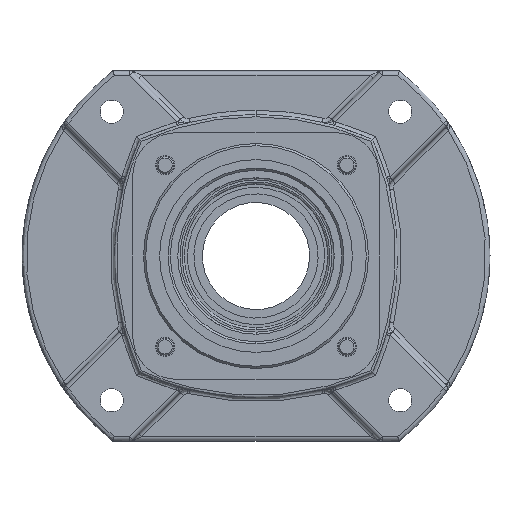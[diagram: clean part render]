
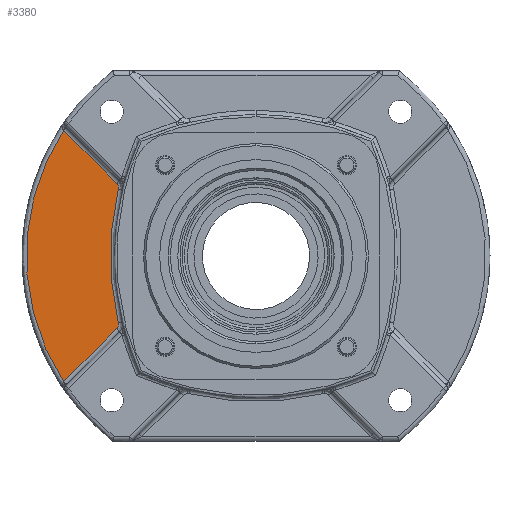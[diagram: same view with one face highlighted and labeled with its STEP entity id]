
A CAD part, left-side view. The second image highlights one B-rep face of the part: STEP entity #3380.
In plain terms, the highlighted planar face has unit normal (-1, 0, 0).
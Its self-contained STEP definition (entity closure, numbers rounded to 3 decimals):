
#52 = CARTESIAN_POINT ( 'NONE',  ( -7., 64.243, 32.191 ) ) ;
#112 = CARTESIAN_POINT ( 'NONE',  ( -7., 64.593, 33.298 ) ) ;
#416 = ORIENTED_EDGE ( 'NONE', *, *, #1679, .F. ) ;
#447 = DIRECTION ( 'NONE',  ( -1., 0., 0. ) ) ;
#558 = CARTESIAN_POINT ( 'NONE',  ( -7., 64.524, -33.187 ) ) ;
#574 = CARTESIAN_POINT ( 'NONE',  ( -7., 66.992, -16.404 ) ) ;
#642 = CARTESIAN_POINT ( 'NONE',  ( -7., 67.109, 15.428 ) ) ;
#697 = CARTESIAN_POINT ( 'NONE',  ( -7., 65.028, -33.915 ) ) ;
#707 = CARTESIAN_POINT ( 'NONE',  ( -7., 67.032, -16.079 ) ) ;
#779 = EDGE_CURVE ( 'NONE', #8223, #6992, #12747, .T. ) ;
#799 = VECTOR ( 'NONE', #1860, 1000. ) ;
#835 = CARTESIAN_POINT ( 'NONE',  ( -7., 64.24, -31.996 ) ) ;
#846 = CARTESIAN_POINT ( 'NONE',  ( -7., 64.321, -31.185 ) ) ;
#958 = CARTESIAN_POINT ( 'NONE',  ( -7., 64.259, 31.493 ) ) ;
#1368 = CARTESIAN_POINT ( 'NONE',  ( -7., 65.117, 34.004 ) ) ;
#1679 = EDGE_CURVE ( 'NONE', #10826, #1989, #7055, .T. ) ;
#1680 = CARTESIAN_POINT ( 'NONE',  ( -7., 64.275, -32.383 ) ) ;
#1860 = DIRECTION ( 'NONE',  ( 0., -0.707, 0.707 ) ) ;
#1895 = CARTESIAN_POINT ( 'NONE',  ( -7., 65.73, -24.802 ) ) ;
#1944 = CARTESIAN_POINT ( 'NONE',  ( -7., 64.938, 33.826 ) ) ;
#1989 = VERTEX_POINT ( 'NONE', #4787 ) ;
#2004 = CARTESIAN_POINT ( 'NONE',  ( -7., 65.117, 34.004 ) ) ;
#2182 = EDGE_CURVE ( 'NONE', #6992, #6374, #4373, .T. ) ;
#2619 = CARTESIAN_POINT ( 'NONE',  ( -7., 89.759, -58.647 ) ) ;
#2658 = CARTESIAN_POINT ( 'NONE',  ( -7., 64.903, -33.774 ) ) ;
#2925 = ORIENTED_EDGE ( 'NONE', *, *, #12649, .T. ) ;
#3184 = CARTESIAN_POINT ( 'NONE',  ( -7., 64.291, 31.308 ) ) ;
#3367 = EDGE_CURVE ( 'NONE', #6374, #1989, #5253, .T. ) ;
#3380 = ADVANCED_FACE ( 'NONE', ( #9898 ), #6358, .T. ) ;
#3577 = CARTESIAN_POINT ( 'NONE',  ( -7., 67.147, 15.1 ) ) ;
#3595 = CARTESIAN_POINT ( 'NONE',  ( -7., 89.759, 58.647 ) ) ;
#3697 = CARTESIAN_POINT ( 'NONE',  ( -7., 64.321, -31.185 ) ) ;
#3829 = CARTESIAN_POINT ( 'NONE',  ( -7., 67.202, 14.61 ) ) ;
#4017 = CARTESIAN_POINT ( 'NONE',  ( -7., 64.785, 33.628 ) ) ;
#4353 = DIRECTION ( 'NONE',  ( 0., 0.707, 0.707 ) ) ;
#4373 = B_SPLINE_CURVE_WITH_KNOTS ( 'NONE', 3,
 ( #7125, #3184, #958, #4846, #11916, #8991, #52, #4983, #8928, #8796, #8020, #112, #11857, #10892, #4017, #1944, #2004 ),
 .UNSPECIFIED., .F., .F.,
 ( 4, 1, 2, 2, 2, 1, 1, 2, 2, 4 ),
 ( 0., 0.125, 0.188, 0.25, 0.5, 0.625, 0.688, 0.719, 0.75, 1. ),
 .UNSPECIFIED. ) ;
#4407 = DIRECTION ( 'NONE',  ( 0., 0., 1. ) ) ;
#4541 = CARTESIAN_POINT ( 'NONE',  ( -7., 67.884, 6.58 ) ) ;
#4559 = CARTESIAN_POINT ( 'NONE',  ( -7., 89.759, -58.647 ) ) ;
#4605 = CARTESIAN_POINT ( 'NONE',  ( -7., 64.93, -28.64 ) ) ;
#4633 = ORIENTED_EDGE ( 'NONE', *, *, #2182, .T. ) ;
#4656 = CARTESIAN_POINT ( 'NONE',  ( -7., 64.239, -31.962 ) ) ;
#4787 = CARTESIAN_POINT ( 'NONE',  ( -7., 89.759, 58.647 ) ) ;
#4846 = CARTESIAN_POINT ( 'NONE',  ( -7., 64.245, 31.68 ) ) ;
#4983 = CARTESIAN_POINT ( 'NONE',  ( -7., 64.281, 32.448 ) ) ;
#4994 = EDGE_LOOP ( 'NONE', ( #2925, #12315, #4633, #11714, #416, #5070 ) ) ;
#5070 = ORIENTED_EDGE ( 'NONE', *, *, #7459, .T. ) ;
#5253 = LINE ( 'NONE', #1368, #7594 ) ;
#5376 = CARTESIAN_POINT ( 'NONE',  ( -7., 0., 0. ) ) ;
#5484 = CARTESIAN_POINT ( 'NONE',  ( -7., 65.117, -34.004 ) ) ;
#5629 = CARTESIAN_POINT ( 'NONE',  ( -7., 64.243, -32.061 ) ) ;
#5697 = CARTESIAN_POINT ( 'NONE',  ( -7., 66.455, 20.951 ) ) ;
#5953 = AXIS2_PLACEMENT_3D ( 'NONE', #5376, #447, #4407 ) ;
#6358 = PLANE ( 'NONE',  #5953 ) ;
#6374 = VERTEX_POINT ( 'NONE', #8604 ) ;
#6536 = CARTESIAN_POINT ( 'NONE',  ( -7., 64.422, -32.949 ) ) ;
#6618 = CARTESIAN_POINT ( 'NONE',  ( -7., 64.793, -33.622 ) ) ;
#6689 = CARTESIAN_POINT ( 'NONE',  ( -7., 67.09, 15.592 ) ) ;
#6750 = CARTESIAN_POINT ( 'NONE',  ( -7., 67.051, -15.918 ) ) ;
#6992 = VERTEX_POINT ( 'NONE', #10867 ) ;
#7055 =( BOUNDED_CURVE ( )  B_SPLINE_CURVE ( 3, ( #4559, #12527, #12467, #3595 ),
 .UNSPECIFIED., .F., .T. ) 
 B_SPLINE_CURVE_WITH_KNOTS ( ( 4, 4 ),
 ( 0., 1. ),
 .UNSPECIFIED. ) 
 CURVE ( )  GEOMETRIC_REPRESENTATION_ITEM ( )  RATIONAL_B_SPLINE_CURVE ( ( 1., 0.891, 0.891, 1. ) ) 
 REPRESENTATION_ITEM ( '' )  );
#7125 = CARTESIAN_POINT ( 'NONE',  ( -7., 64.321, 31.185 ) ) ;
#7144 = B_SPLINE_CURVE_WITH_KNOTS ( 'NONE', 3,
 ( #5484, #697, #2658, #6618, #9441, #12561, #558, #6536, #8470, #1680, #11406, #5629, #835, #4656, #8594, #7448, #3697 ),
 .UNSPECIFIED., .F., .F.,
 ( 4, 1, 2, 2, 2, 1, 1, 2, 2, 4 ),
 ( 0., 0.125, 0.188, 0.25, 0.5, 0.625, 0.688, 0.719, 0.75, 1. ),
 .UNSPECIFIED. ) ;
#7448 = CARTESIAN_POINT ( 'NONE',  ( -7., 64.262, -31.431 ) ) ;
#7459 = EDGE_CURVE ( 'NONE', #10826, #9362, #8637, .T. ) ;
#7517 = CARTESIAN_POINT ( 'NONE',  ( -7., 65.539, 26.095 ) ) ;
#7594 = VECTOR ( 'NONE', #4353, 1000. ) ;
#8020 = CARTESIAN_POINT ( 'NONE',  ( -7., 64.547, 33.212 ) ) ;
#8223 = VERTEX_POINT ( 'NONE', #10075 ) ;
#8470 = CARTESIAN_POINT ( 'NONE',  ( -7., 64.316, -32.573 ) ) ;
#8472 = CARTESIAN_POINT ( 'NONE',  ( -7., 65.117, -34.004 ) ) ;
#8594 = CARTESIAN_POINT ( 'NONE',  ( -7., 64.235, -31.679 ) ) ;
#8604 = CARTESIAN_POINT ( 'NONE',  ( -7., 65.117, 34.004 ) ) ;
#8606 = CARTESIAN_POINT ( 'NONE',  ( -7., 67.69, -10.522 ) ) ;
#8637 = LINE ( 'NONE', #2619, #799 ) ;
#8685 = CARTESIAN_POINT ( 'NONE',  ( -7., 64.321, 31.185 ) ) ;
#8748 = CARTESIAN_POINT ( 'NONE',  ( -7., 67.545, 11.171 ) ) ;
#8796 = CARTESIAN_POINT ( 'NONE',  ( -7., 64.451, 33.007 ) ) ;
#8928 = CARTESIAN_POINT ( 'NONE',  ( -7., 64.387, 32.824 ) ) ;
#8991 = CARTESIAN_POINT ( 'NONE',  ( -7., 64.238, 31.866 ) ) ;
#9362 = VERTEX_POINT ( 'NONE', #8472 ) ;
#9441 = CARTESIAN_POINT ( 'NONE',  ( -7., 64.723, -33.519 ) ) ;
#9453 = CARTESIAN_POINT ( 'NONE',  ( -7., 66.932, -16.891 ) ) ;
#9535 = CARTESIAN_POINT ( 'NONE',  ( -7., 68., 2.635 ) ) ;
#9898 = FACE_OUTER_BOUND ( 'NONE', #4994, .T. ) ;
#10075 = CARTESIAN_POINT ( 'NONE',  ( -7., 64.321, -31.185 ) ) ;
#10557 = CARTESIAN_POINT ( 'NONE',  ( -7., 89.759, -58.647 ) ) ;
#10643 = CARTESIAN_POINT ( 'NONE',  ( -7., 68., -5.269 ) ) ;
#10778 = CARTESIAN_POINT ( 'NONE',  ( -7., 66.466, -20.29 ) ) ;
#10826 = VERTEX_POINT ( 'NONE', #10557 ) ;
#10867 = CARTESIAN_POINT ( 'NONE',  ( -7., 64.321, 31.185 ) ) ;
#10892 = CARTESIAN_POINT ( 'NONE',  ( -7., 64.641, 33.384 ) ) ;
#11406 = CARTESIAN_POINT ( 'NONE',  ( -7., 64.25, -32.158 ) ) ;
#11611 = CARTESIAN_POINT ( 'NONE',  ( -7., 67.325, 13.464 ) ) ;
#11714 = ORIENTED_EDGE ( 'NONE', *, *, #3367, .T. ) ;
#11857 = CARTESIAN_POINT ( 'NONE',  ( -7., 64.624, 33.355 ) ) ;
#11916 = CARTESIAN_POINT ( 'NONE',  ( -7., 64.239, 31.805 ) ) ;
#12315 = ORIENTED_EDGE ( 'NONE', *, *, #779, .T. ) ;
#12467 = CARTESIAN_POINT ( 'NONE',  ( -7., 113.749, 21.93 ) ) ;
#12527 = CARTESIAN_POINT ( 'NONE',  ( -7., 113.749, -21.93 ) ) ;
#12561 = CARTESIAN_POINT ( 'NONE',  ( -7., 64.69, -33.467 ) ) ;
#12649 = EDGE_CURVE ( 'NONE', #9362, #8223, #7144, .T. ) ;
#12711 = CARTESIAN_POINT ( 'NONE',  ( -7., 66.785, -18.025 ) ) ;
#12747 = B_SPLINE_CURVE_WITH_KNOTS ( 'NONE', 3,
 ( #846, #4605, #1895, #10778, #12711, #9453, #574, #707, #6750, #8606, #10643, #9535, #4541, #8748, #11611, #3829, #3577, #642, #6689, #5697, #7517, #8685 ),
 .UNSPECIFIED., .F., .F.,
 ( 4, 1, 1, 1, 1, 2, 2, 2, 1, 1, 1, 1, 2, 2, 4 ),
 ( 0., 0.125, 0.187, 0.219, 0.234, 0.242, 0.25, 0.5, 0.625, 0.688, 0.719, 0.734, 0.742, 0.75, 1. ),
 .UNSPECIFIED. ) ;
